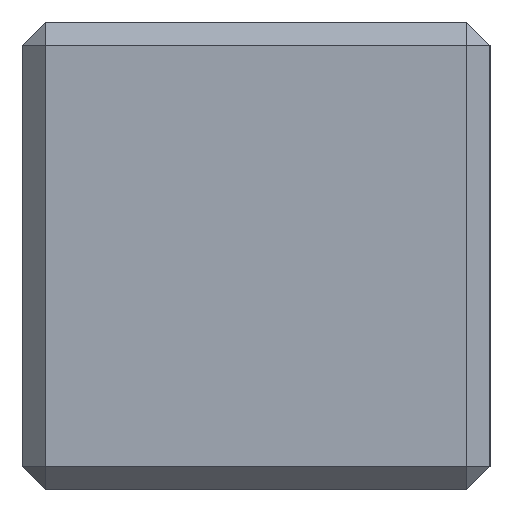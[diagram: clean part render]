
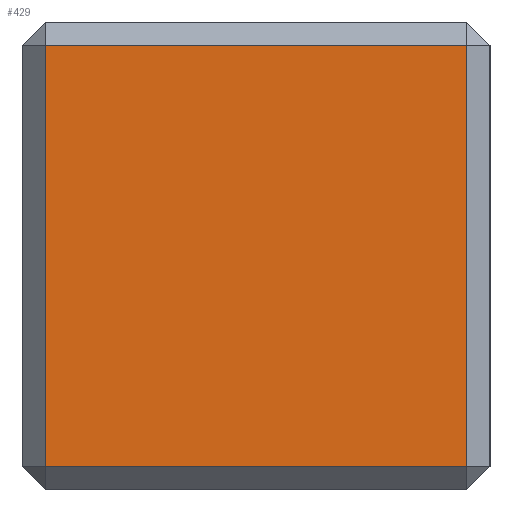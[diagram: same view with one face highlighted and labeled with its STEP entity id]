
A CAD part, left-side view. The second image highlights one B-rep face of the part: STEP entity #429.
In plain terms, the highlighted planar face has unit normal (-1, 0, 0).
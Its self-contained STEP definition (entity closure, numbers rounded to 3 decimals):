
#129 = VERTEX_POINT('',#130);
#130 = CARTESIAN_POINT('',(-84.,-4.5,9.5));
#136 = EDGE_CURVE('',#137,#129,#139,.T.);
#137 = VERTEX_POINT('',#138);
#138 = CARTESIAN_POINT('',(-84.,-4.5,0.5));
#139 = LINE('',#140,#141);
#140 = CARTESIAN_POINT('',(-84.,-4.5,0.));
#141 = VECTOR('',#142,1.);
#142 = DIRECTION('',(0.,0.,1.));
#429 = ADVANCED_FACE('',(#430),#455,.F.);
#430 = FACE_BOUND('',#431,.F.);
#431 = EDGE_LOOP('',(#432,#433,#441,#449));
#432 = ORIENTED_EDGE('',*,*,#136,.F.);
#433 = ORIENTED_EDGE('',*,*,#434,.F.);
#434 = EDGE_CURVE('',#435,#137,#437,.T.);
#435 = VERTEX_POINT('',#436);
#436 = CARTESIAN_POINT('',(-84.,4.5,0.5));
#437 = LINE('',#438,#439);
#438 = CARTESIAN_POINT('',(-84.,5.,0.5));
#439 = VECTOR('',#440,1.);
#440 = DIRECTION('',(0.,-1.,0.));
#441 = ORIENTED_EDGE('',*,*,#442,.T.);
#442 = EDGE_CURVE('',#435,#443,#445,.T.);
#443 = VERTEX_POINT('',#444);
#444 = CARTESIAN_POINT('',(-84.,4.5,9.5));
#445 = LINE('',#446,#447);
#446 = CARTESIAN_POINT('',(-84.,4.5,0.));
#447 = VECTOR('',#448,1.);
#448 = DIRECTION('',(0.,0.,1.));
#449 = ORIENTED_EDGE('',*,*,#450,.T.);
#450 = EDGE_CURVE('',#443,#129,#451,.T.);
#451 = LINE('',#452,#453);
#452 = CARTESIAN_POINT('',(-84.,5.,9.5));
#453 = VECTOR('',#454,1.);
#454 = DIRECTION('',(0.,-1.,0.));
#455 = PLANE('',#456);
#456 = AXIS2_PLACEMENT_3D('',#457,#458,#459);
#457 = CARTESIAN_POINT('',(-84.,5.,0.));
#458 = DIRECTION('',(1.,0.,0.));
#459 = DIRECTION('',(0.,-1.,0.));
